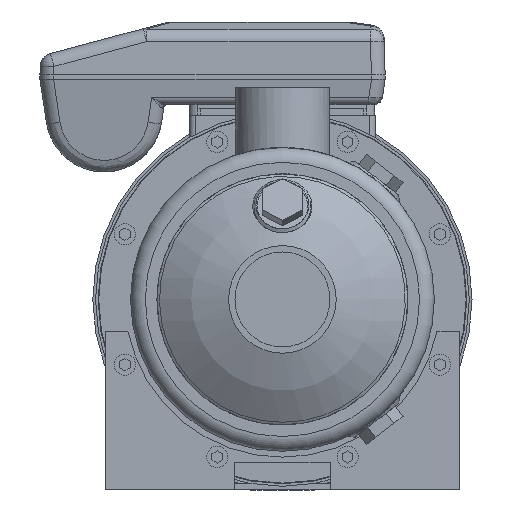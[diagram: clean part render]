
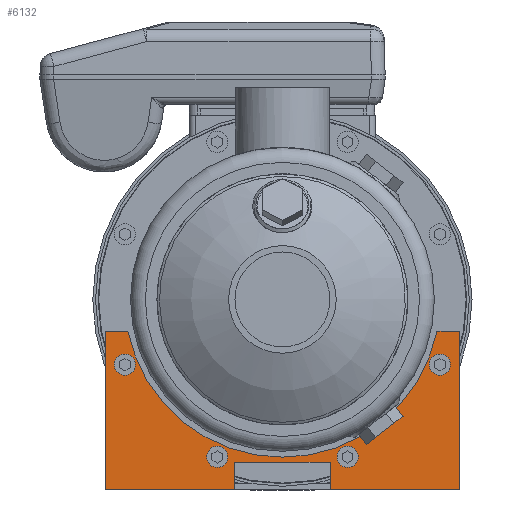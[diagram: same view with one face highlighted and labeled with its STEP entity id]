
A CAD part, left-side view. The second image highlights one B-rep face of the part: STEP entity #6132.
In plain terms, the highlighted face is planar.
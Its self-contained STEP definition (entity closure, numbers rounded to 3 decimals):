
#536=LINE('',#16559,#1010);
#538=LINE('',#16563,#1012);
#545=LINE('',#16577,#1019);
#547=LINE('',#16582,#1021);
#557=LINE('',#16602,#1031);
#561=LINE('',#16610,#1035);
#563=LINE('',#16623,#1037);
#564=LINE('',#16626,#1038);
#565=LINE('',#16628,#1039);
#1010=VECTOR('',#10592,1000.);
#1012=VECTOR('',#10596,1000.);
#1019=VECTOR('',#10605,1000.);
#1021=VECTOR('',#10609,1000.);
#1031=VECTOR('',#10625,1000.);
#1035=VECTOR('',#10629,1000.);
#1037=VECTOR('',#10643,1000.);
#1038=VECTOR('',#10646,1000.);
#1039=VECTOR('',#10647,1000.);
#2681=ORIENTED_EDGE('',*,*,#3648,.F.);
#2682=ORIENTED_EDGE('',*,*,#3649,.F.);
#2683=ORIENTED_EDGE('',*,*,#3650,.F.);
#2684=ORIENTED_EDGE('',*,*,#3651,.F.);
#2685=ORIENTED_EDGE('',*,*,#3652,.F.);
#2686=ORIENTED_EDGE('',*,*,#3641,.F.);
#2687=ORIENTED_EDGE('',*,*,#3621,.T.);
#2688=ORIENTED_EDGE('',*,*,#3619,.T.);
#2689=ORIENTED_EDGE('',*,*,#3653,.F.);
#2690=ORIENTED_EDGE('',*,*,#3628,.T.);
#2691=ORIENTED_EDGE('',*,*,#3630,.F.);
#2692=ORIENTED_EDGE('',*,*,#3645,.F.);
#2693=ORIENTED_EDGE('',*,*,#3654,.F.);
#2694=ORIENTED_EDGE('',*,*,#3655,.F.);
#3619=EDGE_CURVE('',#4222,#4221,#536,.T.);
#3621=EDGE_CURVE('',#4223,#4222,#538,.T.);
#3628=EDGE_CURVE('',#4226,#4228,#545,.T.);
#3630=EDGE_CURVE('',#4230,#4228,#547,.T.);
#3641=EDGE_CURVE('',#4223,#4238,#557,.T.);
#3645=EDGE_CURVE('',#4241,#4230,#561,.T.);
#3648=EDGE_CURVE('',#4243,#4243,#4545,.T.);
#3649=EDGE_CURVE('',#4244,#4244,#4546,.T.);
#3650=EDGE_CURVE('',#4245,#4245,#4547,.T.);
#3651=EDGE_CURVE('',#4246,#4246,#4548,.T.);
#3652=EDGE_CURVE('',#4238,#4247,#563,.T.);
#3653=EDGE_CURVE('',#4226,#4221,#4549,.T.);
#3654=EDGE_CURVE('',#4248,#4241,#564,.T.);
#3655=EDGE_CURVE('',#4247,#4248,#565,.T.);
#4221=VERTEX_POINT('',#16558);
#4222=VERTEX_POINT('',#16560);
#4223=VERTEX_POINT('',#16564);
#4226=VERTEX_POINT('',#16572);
#4228=VERTEX_POINT('',#16576);
#4230=VERTEX_POINT('',#16581);
#4238=VERTEX_POINT('',#16603);
#4241=VERTEX_POINT('',#16609);
#4243=VERTEX_POINT('',#16616);
#4244=VERTEX_POINT('',#16618);
#4245=VERTEX_POINT('',#16620);
#4246=VERTEX_POINT('',#16622);
#4247=VERTEX_POINT('',#16624);
#4248=VERTEX_POINT('',#16627);
#4545=CIRCLE('',#8994,5.);
#4546=CIRCLE('',#8995,5.);
#4547=CIRCLE('',#8996,5.);
#4548=CIRCLE('',#8997,5.);
#4549=CIRCLE('',#8998,74.5);
#4999=EDGE_LOOP('',(#2681));
#5000=EDGE_LOOP('',(#2682));
#5001=EDGE_LOOP('',(#2683));
#5002=EDGE_LOOP('',(#2684));
#5003=EDGE_LOOP('',(#2685,#2686,#2687,#2688,#2689,#2690,#2691,#2692,#2693,
#2694));
#5511=FACE_BOUND('',#4999,.T.);
#5512=FACE_BOUND('',#5000,.T.);
#5513=FACE_BOUND('',#5001,.T.);
#5514=FACE_BOUND('',#5002,.T.);
#5515=FACE_BOUND('',#5003,.T.);
#5751=PLANE('',#8993);
#6132=ADVANCED_FACE('',(#5511,#5512,#5513,#5514,#5515),#5751,.T.);
#8993=AXIS2_PLACEMENT_3D('',#16614,#10633,#10634);
#8994=AXIS2_PLACEMENT_3D('',#16615,#10635,#10636);
#8995=AXIS2_PLACEMENT_3D('',#16617,#10637,#10638);
#8996=AXIS2_PLACEMENT_3D('',#16619,#10639,#10640);
#8997=AXIS2_PLACEMENT_3D('',#16621,#10641,#10642);
#8998=AXIS2_PLACEMENT_3D('',#16625,#10644,#10645);
#10592=DIRECTION('',(0.,-1.,0.));
#10596=DIRECTION('',(0.,0.,1.));
#10605=DIRECTION('',(0.,-1.,0.));
#10609=DIRECTION('',(0.,0.,1.));
#10625=DIRECTION('',(0.,-1.,0.));
#10629=DIRECTION('',(0.,-1.,0.));
#10633=DIRECTION('',(1.,0.,0.));
#10634=DIRECTION('',(0.,0.,-1.));
#10635=DIRECTION('',(1.,0.,0.));
#10636=DIRECTION('',(0.,0.,-1.));
#10637=DIRECTION('',(1.,0.,0.));
#10638=DIRECTION('',(0.,0.,-1.));
#10639=DIRECTION('',(1.,0.,0.));
#10640=DIRECTION('',(0.,0.,-1.));
#10641=DIRECTION('',(1.,0.,0.));
#10642=DIRECTION('',(0.,0.,-1.));
#10643=DIRECTION('',(0.,0.,1.));
#10644=DIRECTION('',(1.,0.,0.));
#10645=DIRECTION('',(0.,0.,-1.));
#10646=DIRECTION('',(0.,0.,-1.));
#10647=DIRECTION('',(0.,-1.,0.));
#16558=CARTESIAN_POINT('',(55.,72.974,75.));
#16559=CARTESIAN_POINT('',(55.,83.5,75.));
#16560=CARTESIAN_POINT('',(55.,83.5,75.));
#16563=CARTESIAN_POINT('',(55.,83.5,0.));
#16564=CARTESIAN_POINT('',(55.,83.5,0.));
#16572=CARTESIAN_POINT('',(55.,-72.974,75.));
#16576=CARTESIAN_POINT('',(55.,-83.5,75.));
#16577=CARTESIAN_POINT('',(55.,83.5,75.));
#16581=CARTESIAN_POINT('',(55.,-83.5,0.));
#16582=CARTESIAN_POINT('',(55.,-83.5,0.));
#16602=CARTESIAN_POINT('',(55.,83.5,0.));
#16603=CARTESIAN_POINT('',(55.,22.5,0.));
#16609=CARTESIAN_POINT('',(55.,-22.5,0.));
#16610=CARTESIAN_POINT('',(55.,83.5,0.));
#16614=CARTESIAN_POINT('',(55.,83.5,0.));
#16615=CARTESIAN_POINT('',(55.,74.372,59.194));
#16616=CARTESIAN_POINT('',(55.,74.372,54.194));
#16617=CARTESIAN_POINT('',(55.,30.806,15.628));
#16618=CARTESIAN_POINT('',(55.,30.806,10.628));
#16619=CARTESIAN_POINT('',(55.,-30.806,15.628));
#16620=CARTESIAN_POINT('',(55.,-30.806,10.628));
#16621=CARTESIAN_POINT('',(55.,-74.372,59.194));
#16622=CARTESIAN_POINT('',(55.,-74.372,54.194));
#16623=CARTESIAN_POINT('',(55.,22.5,0.));
#16624=CARTESIAN_POINT('',(55.,22.5,13.));
#16625=CARTESIAN_POINT('',(55.,0.,90.));
#16626=CARTESIAN_POINT('',(55.,-22.5,0.));
#16627=CARTESIAN_POINT('',(55.,-22.5,13.));
#16628=CARTESIAN_POINT('',(55.,83.5,13.));
